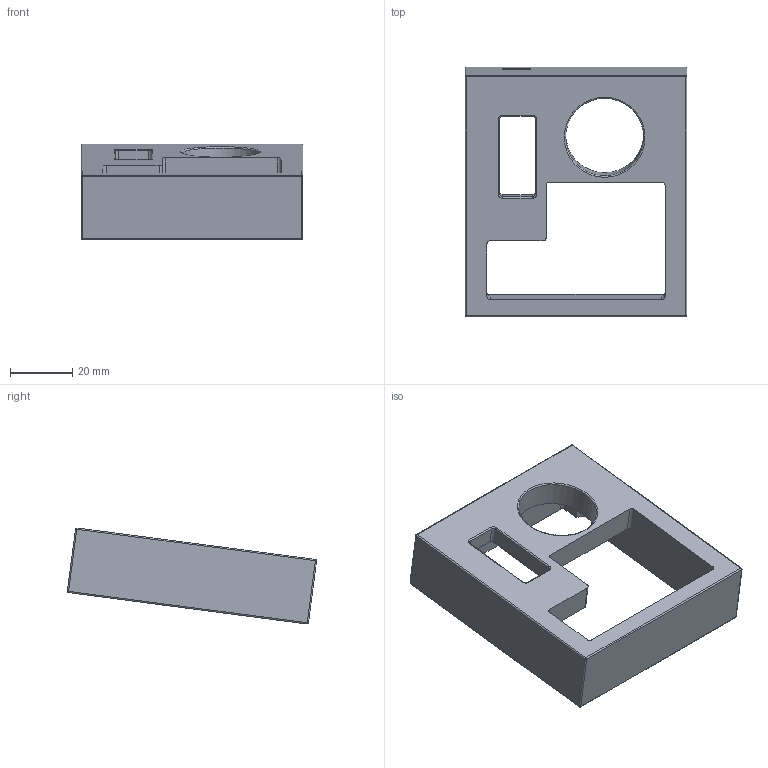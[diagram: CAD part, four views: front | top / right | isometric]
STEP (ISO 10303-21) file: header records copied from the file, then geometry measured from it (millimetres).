
FILE_DESCRIPTION(/* description */ (''),/* implementation_level */ '2;1');
FILE_NAME(/* name */ 'Bottom - STP.step',/* time_stamp */ '2021-12-01T19:05:16-06:00',/* author */ (''),/* organization */ (''),/* preprocessor_version */ 'ST-DEVELOPER v18.1',/* originating_system */ 'Autodesk Translation Framework v10.10.0.1391',/* authorisation */ '');
FILE_SCHEMA (('AUTOMOTIVE_DESIGN { 1 0 10303 214 3 1 1 }'));
Length unit declared in the file: millimetre
Products named in the file (2): Kinetic.Pad 3dp Case; Kinetic.Pad Case
Assembly tree (1 placements, depth 2):
  Kinetic.Pad 3dp Case
    Kinetic.Pad Case
Bounding box: 71.15 x 80.02 x 30.81 mm (x, y, z)
Volume: 41629.6 mm3; surface area: 18403.9 mm2
Topology: 1 solids, 1 shells, 102 faces, 245 edges, 151 vertices
Faces by surface type: cylinder 47, plane 42, sphere 8, torus 5
Full cylindrical faces by diameter (mm): 1.623 x4, 25.1 x1
Entity records: 3011 total; most frequent: DIRECTION 555, CARTESIAN_POINT 501, ORIENTED_EDGE 490, EDGE_CURVE 245, AXIS2_PLACEMENT_3D 205, VERTEX_POINT 151, LINE 145, VECTOR 145
